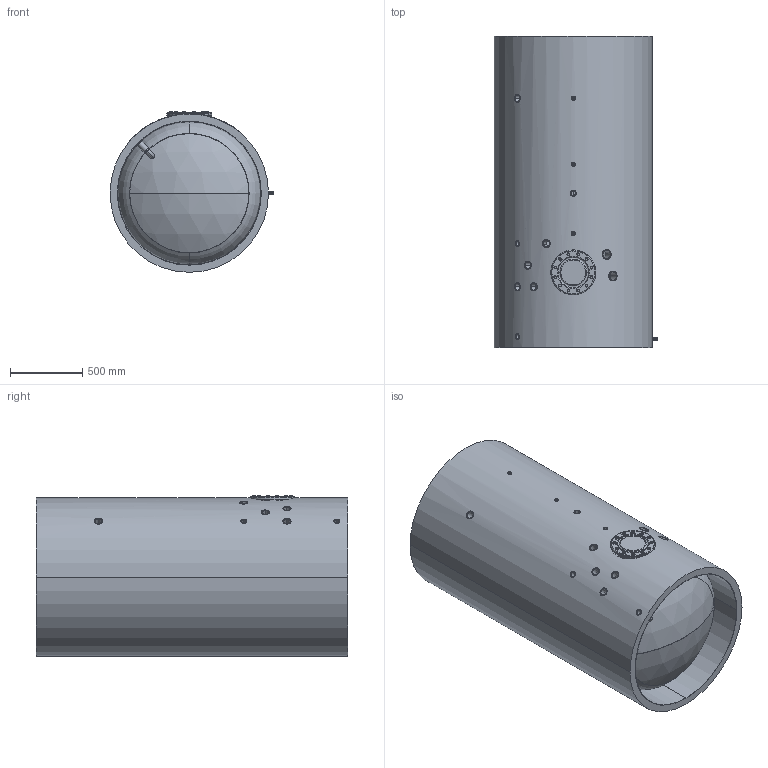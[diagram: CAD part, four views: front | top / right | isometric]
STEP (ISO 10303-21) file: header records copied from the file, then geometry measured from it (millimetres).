
FILE_DESCRIPTION (( 'STEP AP203' ), '1' );
FILE_NAME ('ÂÍ.1500.137.00.00 Âîäîíàãðåâàòåëü.STEP', '2021-08-29T10:57:42', ( 'suchkovdn' ), ( '' ), 'SwSTEP 2.0', 'SolidWorks 2018', '' );
FILE_SCHEMA (( 'CONFIG_CONTROL_DESIGN' ));
Length unit declared in the file: millimetre
Products named in the file (43): ÂÍ.1500.137.00.02 Äíèùå âåðõíåå_850å4; 署赅 膻赅 300_00; ﾗ襄鸙 蓁 瑙 315_00; Áîáûøêà ïîä òåðìîìåòð_00; ÂÍ.1500.137.01.03 Ïàòðóáîê_76å4-50; 蟬.1500.137.01.00 昜闉趌00; 项牮桢 磬痼骓铄_00; 燴鍱 (500 擤)_00; ч蜱齁罻 42; ч蜱齁罻 1; Øïèëüêà ðåçüáîâàÿ_Œ12å80; Ëþê 300_00; ч蜱齁罻 68; ﾗ襄鸙 1110_00; ч蜱齁罻1_2; Ïàòðóáîê G1 1_2_34å4-160; 塔忮瘃鸰00; ÂÍ.1500.137.01.01 Îáå÷àéêà_1200å4; L=200; 呧蜦蠂駻00; ÂÍ.1500.137.00.00 Âîäîíàãðåâàòåëü; 蟬.1500.137.00.01 挓毿骫罻_00; 项牮桢 忭篁疱礤錩00; Áîáûøêà äëÿ ÒÝÍ (G1 1_2)_00; 淟檍瀖00; Áîáûøêà G1_00; ч蜱齁罻 1 1_2; ﾘ琺矜 ﾃﾎﾑﾒ 11371-78_12; ÂÍ.1500.137.00.03 Äíèùå íèæíåå_850å4; 峦.1500.137.00.06 彦瘘汔_懃囔 3-2-1_1; ч蜱齁罻 2; ÂÍ.1500.137.00.08 Îòâîä_90ø-38å4; Áîëò ÃÎÑÒ Ð ÈÑÎ 4017_Œ12å30; Áîáûøêà äëÿ ÒÝÍ (G2)-80_00; Èçîëÿöèÿ_00; ÂÍ.1500.137.00.04 Áîáûøêà âîçäóøíèê_34å4-160; Çíàê çàçåìëåíèÿ_00; 諘蜱齁罻 57; ÂÍ.1500.137.00.05 Ïàòðóáîê ñëèâà_42å3-200; Ïðîêëàäêà ëþêà 300_00; ч蜱齁罻 30 ...
Assembly tree (59 placements, depth 3):
  ﾗ襄鸙 蓁 瑙 315_00
  项牮桢 磬痼骓铄_00
  燴鍱 (500 擤)_00
  ч蜱齁罻 42
  ч蜱齁罻 1
Bounding box: 1137.5 x 2160 x 1116 mm (x, y, z)
Volume: 415603596.5 mm3; surface area: 32501255.3 mm2
Topology: 71 solids, 71 shells, 987 faces, 2288 edges, 1464 vertices
Faces by surface type: cylinder 350, plane 347, cone 204, torus 64, sphere 20, bspline 2
Entity records: 24848 total; most frequent: CARTESIAN_POINT 9742, DIRECTION 2260, ORIENTED_EDGE 1978, EDGE_CURVE 989, AXIS2_PLACEMENT_3D 966, VERTEX_POINT 636, EDGE_LOOP 571, CIRCLE 501
